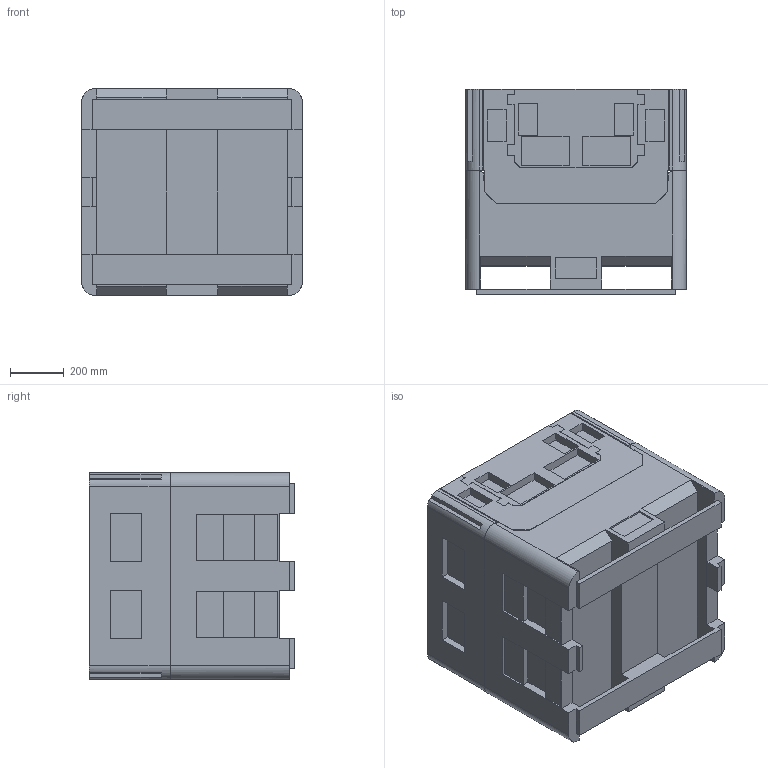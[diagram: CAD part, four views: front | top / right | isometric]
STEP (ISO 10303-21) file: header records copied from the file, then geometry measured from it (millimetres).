
FILE_DESCRIPTION((''),'2;1');
FILE_NAME('108598WSM_ASM','2025-06-20T15:11:39',('SYSTEM'),(''),'CREO PARAMETRIC BY PTC INC, 2023294','CREO PARAMETRIC BY PTC INC, 2023294','');
FILE_SCHEMA(('CONFIG_CONTROL_DESIGN'));
Length unit declared in the file: inch
Products named in the file (6): 116487SM; 87591SM; 87589SM; 87588SM; 87590SM; 108598WSM_ASM
Assembly tree (6 placements, depth 2):
  108598WSM_ASM
    116487SM
    87591SM  x2
    87589SM
    87588SM
    87590SM
Bounding box: 819.15 x 762 x 768.35 mm (x, y, z)
Volume: 97943754.9 mm3; surface area: 6886038.5 mm2
Topology: 6 solids, 6 shells, 667 faces, 1919 edges, 1278 vertices
Faces by surface type: plane 597, cylinder 70
Entity records: 19455 total; most frequent: CARTESIAN_POINT 3501, ORIENTED_EDGE 3428, DIRECTION 3063, EDGE_CURVE 1714, VECTOR 1587, LINE 1587, VERTEX_POINT 1140, AXIS2_PLACEMENT_3D 738
